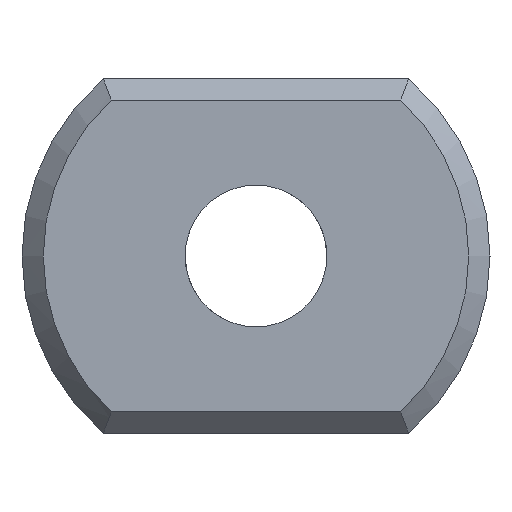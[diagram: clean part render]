
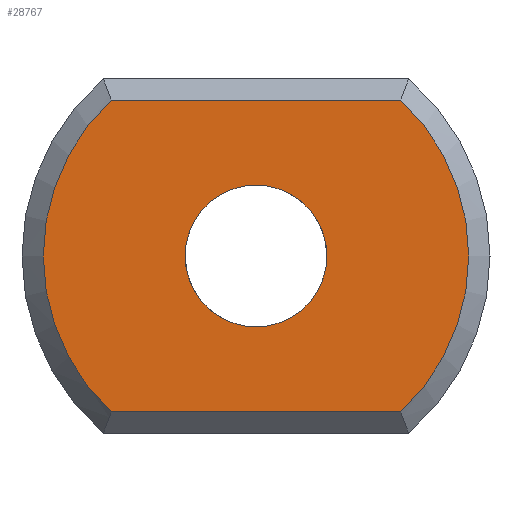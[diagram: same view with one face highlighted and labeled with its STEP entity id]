
A CAD part, left-side view. The second image highlights one B-rep face of the part: STEP entity #28767.
In plain terms, the highlighted planar face has unit normal (-1, 0, 0).
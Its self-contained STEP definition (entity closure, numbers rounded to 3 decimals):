
#128 = CONICAL_SURFACE('',#129,3.3,0.785);
#129 = AXIS2_PLACEMENT_3D('',#130,#131,#132);
#130 = CARTESIAN_POINT('',(0.3,0.,0.));
#131 = DIRECTION('',(1.,0.,0.));
#132 = DIRECTION('',(0.,-0.653,0.758)
  );
#214 = PLANE('',#215);
#215 = AXIS2_PLACEMENT_3D('',#216,#217,#218);
#216 = CARTESIAN_POINT('',(0.15,-2.154,2.35));
#217 = DIRECTION('',(0.707,0.,-0.707)
  );
#218 = DIRECTION('',(0.,-1.,0.));
#10546 = VERTEX_POINT('',#10547);
#10547 = CARTESIAN_POINT('',(0.,-2.04,2.2));
#10574 = VERTEX_POINT('',#10575);
#10575 = CARTESIAN_POINT('',(0.,-2.04,-2.2));
#10593 = PLANE('',#10594);
#10594 = AXIS2_PLACEMENT_3D('',#10595,#10596,#10597);
#10595 = CARTESIAN_POINT('',(0.15,-2.154,-2.35));
#10596 = DIRECTION('',(-0.707,0.,
    -0.707));
#10597 = DIRECTION('',(0.,-1.,0.));
#10605 = EDGE_CURVE('',#10546,#10574,#10606,.T.);
#10606 = SURFACE_CURVE('',#10607,(#10612,#10619),.PCURVE_S1.);
#10607 = CIRCLE('',#10608,3.);
#10608 = AXIS2_PLACEMENT_3D('',#10609,#10610,#10611);
#10609 = CARTESIAN_POINT('',(0.,0.,
    0.));
#10610 = DIRECTION('',(1.,0.,0.));
#10611 = DIRECTION('',(0.,-0.653,0.758
    ));
#10612 = PCURVE('',#128,#10613);
#10613 = DEFINITIONAL_REPRESENTATION('',(#10614),#10618);
#10614 = LINE('',#10615,#10616);
#10615 = CARTESIAN_POINT('',(0.,-0.3));
#10616 = VECTOR('',#10617,1.);
#10617 = DIRECTION('',(1.,-0.));
#10618 = ( GEOMETRIC_REPRESENTATION_CONTEXT(2) 
PARAMETRIC_REPRESENTATION_CONTEXT() REPRESENTATION_CONTEXT('2D SPACE',''
  ) );
#10619 = PCURVE('',#10620,#10625);
#10620 = PLANE('',#10621);
#10621 = AXIS2_PLACEMENT_3D('',#10622,#10623,#10624);
#10622 = CARTESIAN_POINT('',(0.,0.,
    0.));
#10623 = DIRECTION('',(1.,0.,0.));
#10624 = DIRECTION('',(0.,0.,1.));
#10625 = DEFINITIONAL_REPRESENTATION('',(#10626),#10630);
#10626 = CIRCLE('',#10627,3.);
#10627 = AXIS2_PLACEMENT_2D('',#10628,#10629);
#10628 = CARTESIAN_POINT('',(0.,0.));
#10629 = DIRECTION('',(0.758,0.653));
#10630 = ( GEOMETRIC_REPRESENTATION_CONTEXT(2) 
PARAMETRIC_REPRESENTATION_CONTEXT() REPRESENTATION_CONTEXT('2D SPACE',''
  ) );
#10923 = VERTEX_POINT('',#10924);
#10924 = CARTESIAN_POINT('',(0.,2.04,2.2));
#10939 = CONICAL_SURFACE('',#10940,3.3,0.785);
#10940 = AXIS2_PLACEMENT_3D('',#10941,#10942,#10943);
#10941 = CARTESIAN_POINT('',(0.3,0.,0.)
  );
#10942 = DIRECTION('',(1.,0.,0.));
#10943 = DIRECTION('',(0.,0.653,-0.758)
  );
#10954 = EDGE_CURVE('',#10546,#10923,#10955,.T.);
#10955 = SURFACE_CURVE('',#10956,(#10960,#10967),.PCURVE_S1.);
#10956 = LINE('',#10957,#10958);
#10957 = CARTESIAN_POINT('',(0.,-2.154,2.2));
#10958 = VECTOR('',#10959,1.);
#10959 = DIRECTION('',(0.,1.,0.));
#10960 = PCURVE('',#214,#10961);
#10961 = DEFINITIONAL_REPRESENTATION('',(#10962),#10966);
#10962 = LINE('',#10963,#10964);
#10963 = CARTESIAN_POINT('',(0.,0.212));
#10964 = VECTOR('',#10965,1.);
#10965 = DIRECTION('',(-1.,0.));
#10966 = ( GEOMETRIC_REPRESENTATION_CONTEXT(2) 
PARAMETRIC_REPRESENTATION_CONTEXT() REPRESENTATION_CONTEXT('2D SPACE',''
  ) );
#10967 = PCURVE('',#10620,#10968);
#10968 = DEFINITIONAL_REPRESENTATION('',(#10969),#10973);
#10969 = LINE('',#10970,#10971);
#10970 = CARTESIAN_POINT('',(2.2,2.154));
#10971 = VECTOR('',#10972,1.);
#10972 = DIRECTION('',(0.,-1.));
#10973 = ( GEOMETRIC_REPRESENTATION_CONTEXT(2) 
PARAMETRIC_REPRESENTATION_CONTEXT() REPRESENTATION_CONTEXT('2D SPACE',''
  ) );
#28767 = ADVANCED_FACE('',(#28768,#28817),#10620,.F.);
#28768 = FACE_BOUND('',#28769,.F.);
#28769 = EDGE_LOOP('',(#28770,#28794,#28795,#28796));
#28770 = ORIENTED_EDGE('',*,*,#28771,.T.);
#28771 = EDGE_CURVE('',#28772,#10923,#28774,.T.);
#28772 = VERTEX_POINT('',#28773);
#28773 = CARTESIAN_POINT('',(0.,2.04,-2.2));
#28774 = SURFACE_CURVE('',#28775,(#28780,#28787),.PCURVE_S1.);
#28775 = CIRCLE('',#28776,3.);
#28776 = AXIS2_PLACEMENT_3D('',#28777,#28778,#28779);
#28777 = CARTESIAN_POINT('',(0.,0.,
    0.));
#28778 = DIRECTION('',(1.,0.,0.));
#28779 = DIRECTION('',(0.,0.653,-0.758)
  );
#28780 = PCURVE('',#10620,#28781);
#28781 = DEFINITIONAL_REPRESENTATION('',(#28782),#28786);
#28782 = CIRCLE('',#28783,3.);
#28783 = AXIS2_PLACEMENT_2D('',#28784,#28785);
#28784 = CARTESIAN_POINT('',(0.,0.));
#28785 = DIRECTION('',(-0.758,-0.653));
#28786 = ( GEOMETRIC_REPRESENTATION_CONTEXT(2) 
PARAMETRIC_REPRESENTATION_CONTEXT() REPRESENTATION_CONTEXT('2D SPACE',''
  ) );
#28787 = PCURVE('',#10939,#28788);
#28788 = DEFINITIONAL_REPRESENTATION('',(#28789),#28793);
#28789 = LINE('',#28790,#28791);
#28790 = CARTESIAN_POINT('',(0.,-0.3));
#28791 = VECTOR('',#28792,1.);
#28792 = DIRECTION('',(1.,-0.));
#28793 = ( GEOMETRIC_REPRESENTATION_CONTEXT(2) 
PARAMETRIC_REPRESENTATION_CONTEXT() REPRESENTATION_CONTEXT('2D SPACE',''
  ) );
#28794 = ORIENTED_EDGE('',*,*,#10954,.F.);
#28795 = ORIENTED_EDGE('',*,*,#10605,.T.);
#28796 = ORIENTED_EDGE('',*,*,#28797,.T.);
#28797 = EDGE_CURVE('',#10574,#28772,#28798,.T.);
#28798 = SURFACE_CURVE('',#28799,(#28803,#28810),.PCURVE_S1.);
#28799 = LINE('',#28800,#28801);
#28800 = CARTESIAN_POINT('',(0.,-2.154,-2.2));
#28801 = VECTOR('',#28802,1.);
#28802 = DIRECTION('',(0.,1.,0.));
#28803 = PCURVE('',#10620,#28804);
#28804 = DEFINITIONAL_REPRESENTATION('',(#28805),#28809);
#28805 = LINE('',#28806,#28807);
#28806 = CARTESIAN_POINT('',(-2.2,2.154));
#28807 = VECTOR('',#28808,1.);
#28808 = DIRECTION('',(0.,-1.));
#28809 = ( GEOMETRIC_REPRESENTATION_CONTEXT(2) 
PARAMETRIC_REPRESENTATION_CONTEXT() REPRESENTATION_CONTEXT('2D SPACE',''
  ) );
#28810 = PCURVE('',#10593,#28811);
#28811 = DEFINITIONAL_REPRESENTATION('',(#28812),#28816);
#28812 = LINE('',#28813,#28814);
#28813 = CARTESIAN_POINT('',(0.,0.212));
#28814 = VECTOR('',#28815,1.);
#28815 = DIRECTION('',(-1.,0.));
#28816 = ( GEOMETRIC_REPRESENTATION_CONTEXT(2) 
PARAMETRIC_REPRESENTATION_CONTEXT() REPRESENTATION_CONTEXT('2D SPACE',''
  ) );
#28817 = FACE_BOUND('',#28818,.T.);
#28818 = EDGE_LOOP('',(#28819));
#28819 = ORIENTED_EDGE('',*,*,#28820,.T.);
#28820 = EDGE_CURVE('',#28821,#28821,#28823,.T.);
#28821 = VERTEX_POINT('',#28822);
#28822 = CARTESIAN_POINT('',(0.,1.,0.));
#28823 = SURFACE_CURVE('',#28824,(#28829,#28836),.PCURVE_S1.);
#28824 = CIRCLE('',#28825,1.);
#28825 = AXIS2_PLACEMENT_3D('',#28826,#28827,#28828);
#28826 = CARTESIAN_POINT('',(0.,0.,0.));
#28827 = DIRECTION('',(1.,0.,0.));
#28828 = DIRECTION('',(0.,1.,0.));
#28829 = PCURVE('',#10620,#28830);
#28830 = DEFINITIONAL_REPRESENTATION('',(#28831),#28835);
#28831 = CIRCLE('',#28832,1.);
#28832 = AXIS2_PLACEMENT_2D('',#28833,#28834);
#28833 = CARTESIAN_POINT('',(0.,0.));
#28834 = DIRECTION('',(0.,-1.));
#28835 = ( GEOMETRIC_REPRESENTATION_CONTEXT(2) 
PARAMETRIC_REPRESENTATION_CONTEXT() REPRESENTATION_CONTEXT('2D SPACE',''
  ) );
#28836 = PCURVE('',#28837,#28842);
#28837 = CYLINDRICAL_SURFACE('',#28838,1.);
#28838 = AXIS2_PLACEMENT_3D('',#28839,#28840,#28841);
#28839 = CARTESIAN_POINT('',(0.,0.,0.));
#28840 = DIRECTION('',(-1.,0.,0.));
#28841 = DIRECTION('',(0.,1.,0.));
#28842 = DEFINITIONAL_REPRESENTATION('',(#28843),#28847);
#28843 = LINE('',#28844,#28845);
#28844 = CARTESIAN_POINT('',(-0.,0.));
#28845 = VECTOR('',#28846,1.);
#28846 = DIRECTION('',(-1.,0.));
#28847 = ( GEOMETRIC_REPRESENTATION_CONTEXT(2) 
PARAMETRIC_REPRESENTATION_CONTEXT() REPRESENTATION_CONTEXT('2D SPACE',''
  ) );
